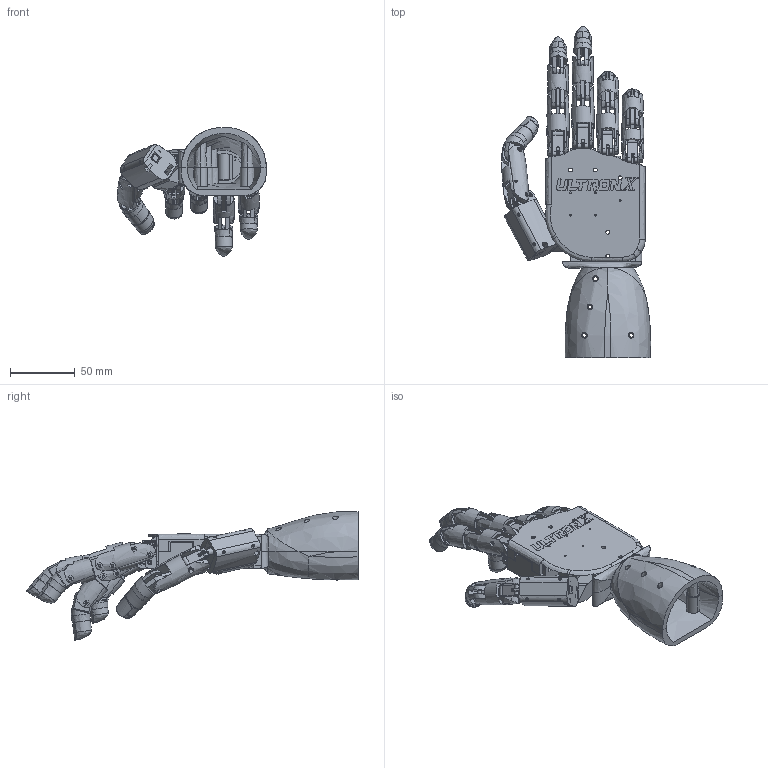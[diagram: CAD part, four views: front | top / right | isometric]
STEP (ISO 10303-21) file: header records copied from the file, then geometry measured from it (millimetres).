
FILE_DESCRIPTION(('FreeCAD Model'),'2;1');
FILE_NAME('Open CASCADE Shape Model','2025-04-29T21:48:21',('FreeCAD'),( 'FreeCAD'),'Open CASCADE STEP processor 7.6','FreeCAD','Unknown');
FILE_SCHEMA(('AUTOMOTIVE_DESIGN { 1 0 10303 214 1 1 1 1 }'));
Products named in the file (1): Open CASCADE STEP translator 7.6 1
Bounding box: 115.68 x 257.32 x 99.79 mm (x, y, z)
Volume: 262086.4 mm3; surface area: 169740.6 mm2
Topology: 55 solids, 55 shells, 2780 faces, 7399 edges, 4796 vertices
Faces by surface type: bspline 2780
Entity records: 110565 total; most frequent: CARTESIAN_POINT 67852, ORIENTED_EDGE 14746, EDGE_CURVE 7373, B_SPLINE_CURVE_WITH_KNOTS 4874, VERTEX_POINT 4796, FACE_BOUND 3374, EDGE_LOOP 3374, ADVANCED_FACE 2780
